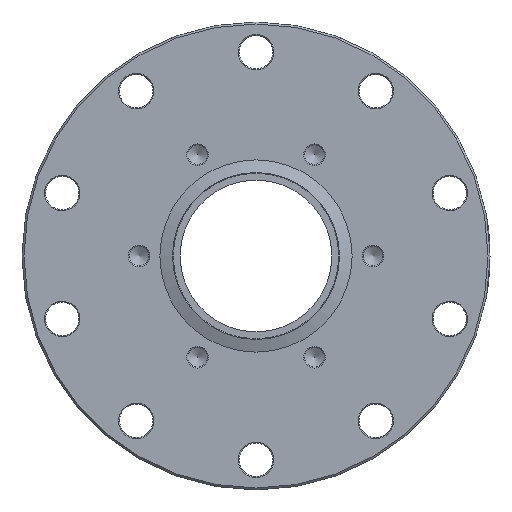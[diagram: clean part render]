
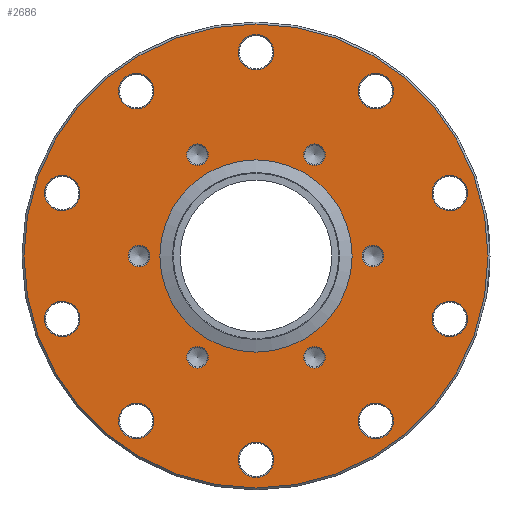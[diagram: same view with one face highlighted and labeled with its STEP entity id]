
A CAD part, front view. The second image highlights one B-rep face of the part: STEP entity #2686.
In plain terms, the highlighted planar face has unit normal (0, -1, 0).
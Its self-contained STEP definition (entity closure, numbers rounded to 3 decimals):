
#245=FACE_BOUND('',#477,.T.);
#246=FACE_BOUND('',#478,.T.);
#247=FACE_BOUND('',#479,.T.);
#248=FACE_BOUND('',#480,.T.);
#249=FACE_BOUND('',#481,.T.);
#250=FACE_BOUND('',#482,.T.);
#251=FACE_BOUND('',#483,.T.);
#252=FACE_BOUND('',#484,.T.);
#253=FACE_BOUND('',#485,.T.);
#254=FACE_BOUND('',#486,.T.);
#255=FACE_BOUND('',#487,.T.);
#256=FACE_BOUND('',#488,.T.);
#257=FACE_BOUND('',#489,.T.);
#258=FACE_BOUND('',#490,.T.);
#259=FACE_BOUND('',#491,.T.);
#260=FACE_BOUND('',#492,.T.);
#261=FACE_BOUND('',#493,.T.);
#281=PLANE('',#2871);
#317=FACE_OUTER_BOUND('',#476,.T.);
#476=EDGE_LOOP('',(#1809));
#477=EDGE_LOOP('',(#1810));
#478=EDGE_LOOP('',(#1811));
#479=EDGE_LOOP('',(#1812));
#480=EDGE_LOOP('',(#1813));
#481=EDGE_LOOP('',(#1814));
#482=EDGE_LOOP('',(#1815));
#483=EDGE_LOOP('',(#1816));
#484=EDGE_LOOP('',(#1817));
#485=EDGE_LOOP('',(#1818));
#486=EDGE_LOOP('',(#1819));
#487=EDGE_LOOP('',(#1820));
#488=EDGE_LOOP('',(#1821));
#489=EDGE_LOOP('',(#1822));
#490=EDGE_LOOP('',(#1823));
#491=EDGE_LOOP('',(#1824));
#492=EDGE_LOOP('',(#1825));
#493=EDGE_LOOP('',(#1826));
#988=CIRCLE('',#2868,2.709);
#991=CIRCLE('',#2872,58.25);
#992=CIRCLE('',#2873,2.709);
#993=CIRCLE('',#2874,2.709);
#994=CIRCLE('',#2875,2.709);
#995=CIRCLE('',#2876,4.45);
#996=CIRCLE('',#2877,4.45);
#997=CIRCLE('',#2878,4.45);
#998=CIRCLE('',#2879,4.45);
#999=CIRCLE('',#2880,4.45);
#1000=CIRCLE('',#2881,24.13);
#1001=CIRCLE('',#2882,4.45);
#1002=CIRCLE('',#2883,4.45);
#1003=CIRCLE('',#2884,4.45);
#1004=CIRCLE('',#2885,4.45);
#1005=CIRCLE('',#2886,4.45);
#1006=CIRCLE('',#2887,2.708);
#1007=CIRCLE('',#2888,2.709);
#1105=VERTEX_POINT('',#3699);
#1108=VERTEX_POINT('',#3707);
#1109=VERTEX_POINT('',#3709);
#1110=VERTEX_POINT('',#3711);
#1111=VERTEX_POINT('',#3713);
#1112=VERTEX_POINT('',#3715);
#1113=VERTEX_POINT('',#3717);
#1114=VERTEX_POINT('',#3719);
#1115=VERTEX_POINT('',#3721);
#1116=VERTEX_POINT('',#3723);
#1117=VERTEX_POINT('',#3725);
#1118=VERTEX_POINT('',#3727);
#1119=VERTEX_POINT('',#3729);
#1120=VERTEX_POINT('',#3731);
#1121=VERTEX_POINT('',#3733);
#1122=VERTEX_POINT('',#3735);
#1123=VERTEX_POINT('',#3737);
#1124=VERTEX_POINT('',#3739);
#1383=EDGE_CURVE('',#1105,#1105,#988,.T.);
#1387=EDGE_CURVE('',#1108,#1108,#991,.T.);
#1388=EDGE_CURVE('',#1109,#1109,#992,.T.);
#1389=EDGE_CURVE('',#1110,#1110,#993,.T.);
#1390=EDGE_CURVE('',#1111,#1111,#994,.T.);
#1391=EDGE_CURVE('',#1112,#1112,#995,.T.);
#1392=EDGE_CURVE('',#1113,#1113,#996,.T.);
#1393=EDGE_CURVE('',#1114,#1114,#997,.T.);
#1394=EDGE_CURVE('',#1115,#1115,#998,.T.);
#1395=EDGE_CURVE('',#1116,#1116,#999,.T.);
#1396=EDGE_CURVE('',#1117,#1117,#1000,.T.);
#1397=EDGE_CURVE('',#1118,#1118,#1001,.T.);
#1398=EDGE_CURVE('',#1119,#1119,#1002,.T.);
#1399=EDGE_CURVE('',#1120,#1120,#1003,.T.);
#1400=EDGE_CURVE('',#1121,#1121,#1004,.T.);
#1401=EDGE_CURVE('',#1122,#1122,#1005,.T.);
#1402=EDGE_CURVE('',#1123,#1123,#1006,.T.);
#1403=EDGE_CURVE('',#1124,#1124,#1007,.T.);
#1809=ORIENTED_EDGE('',*,*,#1387,.F.);
#1810=ORIENTED_EDGE('',*,*,#1388,.F.);
#1811=ORIENTED_EDGE('',*,*,#1389,.F.);
#1812=ORIENTED_EDGE('',*,*,#1390,.F.);
#1813=ORIENTED_EDGE('',*,*,#1391,.F.);
#1814=ORIENTED_EDGE('',*,*,#1392,.F.);
#1815=ORIENTED_EDGE('',*,*,#1393,.F.);
#1816=ORIENTED_EDGE('',*,*,#1394,.F.);
#1817=ORIENTED_EDGE('',*,*,#1395,.F.);
#1818=ORIENTED_EDGE('',*,*,#1396,.T.);
#1819=ORIENTED_EDGE('',*,*,#1397,.F.);
#1820=ORIENTED_EDGE('',*,*,#1398,.F.);
#1821=ORIENTED_EDGE('',*,*,#1399,.F.);
#1822=ORIENTED_EDGE('',*,*,#1400,.F.);
#1823=ORIENTED_EDGE('',*,*,#1401,.F.);
#1824=ORIENTED_EDGE('',*,*,#1402,.F.);
#1825=ORIENTED_EDGE('',*,*,#1403,.F.);
#1826=ORIENTED_EDGE('',*,*,#1383,.F.);
#2686=ADVANCED_FACE('',(#317,#245,#246,#247,#248,#249,#250,#251,#252,#253,
#254,#255,#256,#257,#258,#259,#260,#261),#281,.T.);
#2868=AXIS2_PLACEMENT_3D('',#3700,#3094,#3095);
#2871=AXIS2_PLACEMENT_3D('',#3706,#3101,#3102);
#2872=AXIS2_PLACEMENT_3D('',#3708,#3103,#3104);
#2873=AXIS2_PLACEMENT_3D('',#3710,#3105,#3106);
#2874=AXIS2_PLACEMENT_3D('',#3712,#3107,#3108);
#2875=AXIS2_PLACEMENT_3D('',#3714,#3109,#3110);
#2876=AXIS2_PLACEMENT_3D('',#3716,#3111,#3112);
#2877=AXIS2_PLACEMENT_3D('',#3718,#3113,#3114);
#2878=AXIS2_PLACEMENT_3D('',#3720,#3115,#3116);
#2879=AXIS2_PLACEMENT_3D('',#3722,#3117,#3118);
#2880=AXIS2_PLACEMENT_3D('',#3724,#3119,#3120);
#2881=AXIS2_PLACEMENT_3D('',#3726,#3121,#3122);
#2882=AXIS2_PLACEMENT_3D('',#3728,#3123,#3124);
#2883=AXIS2_PLACEMENT_3D('',#3730,#3125,#3126);
#2884=AXIS2_PLACEMENT_3D('',#3732,#3127,#3128);
#2885=AXIS2_PLACEMENT_3D('',#3734,#3129,#3130);
#2886=AXIS2_PLACEMENT_3D('',#3736,#3131,#3132);
#2887=AXIS2_PLACEMENT_3D('',#3738,#3133,#3134);
#2888=AXIS2_PLACEMENT_3D('',#3740,#3135,#3136);
#3094=DIRECTION('center_axis',(0.,-1.,0.));
#3095=DIRECTION('ref_axis',(-0.5,0.,-0.866));
#3101=DIRECTION('center_axis',(0.,-1.,0.));
#3102=DIRECTION('ref_axis',(0.,0.,-1.));
#3103=DIRECTION('center_axis',(0.,1.,0.));
#3104=DIRECTION('ref_axis',(1.,0.,0.));
#3105=DIRECTION('center_axis',(0.,-1.,0.));
#3106=DIRECTION('ref_axis',(0.5,0.,-0.866));
#3107=DIRECTION('center_axis',(0.,-1.,0.));
#3108=DIRECTION('ref_axis',(0.5,0.,0.866));
#3109=DIRECTION('center_axis',(0.,-1.,0.));
#3110=DIRECTION('ref_axis',(-1.,0.,0.));
#3111=DIRECTION('center_axis',(0.,-1.,0.));
#3112=DIRECTION('ref_axis',(0.809,0.,0.588));
#3113=DIRECTION('center_axis',(0.,-1.,0.));
#3114=DIRECTION('ref_axis',(-0.309,0.,0.951));
#3115=DIRECTION('center_axis',(0.,-1.,0.));
#3116=DIRECTION('ref_axis',(-1.,0.,0.));
#3117=DIRECTION('center_axis',(0.,-1.,0.));
#3118=DIRECTION('ref_axis',(-0.309,0.,-0.951));
#3119=DIRECTION('center_axis',(0.,-1.,0.));
#3120=DIRECTION('ref_axis',(0.809,0.,-0.588));
#3121=DIRECTION('center_axis',(0.,1.,0.));
#3122=DIRECTION('ref_axis',(1.,0.,0.));
#3123=DIRECTION('center_axis',(0.,-1.,0.));
#3124=DIRECTION('ref_axis',(1.,0.,0.));
#3125=DIRECTION('center_axis',(0.,-1.,0.));
#3126=DIRECTION('ref_axis',(0.309,0.,-0.951));
#3127=DIRECTION('center_axis',(0.,-1.,0.));
#3128=DIRECTION('ref_axis',(-0.809,0.,-0.588));
#3129=DIRECTION('center_axis',(0.,-1.,0.));
#3130=DIRECTION('ref_axis',(-0.809,0.,0.588));
#3131=DIRECTION('center_axis',(0.,-1.,0.));
#3132=DIRECTION('ref_axis',(0.309,0.,0.951));
#3133=DIRECTION('center_axis',(0.,-1.,0.));
#3134=DIRECTION('ref_axis',(-0.5,0.,0.866));
#3135=DIRECTION('center_axis',(0.,-1.,0.));
#3136=DIRECTION('ref_axis',(1.,0.,0.));
#3699=CARTESIAN_POINT('',(-13.321,0.,-23.072));
#3700=CARTESIAN_POINT('Origin',(-14.675,0.,-25.418));
#3706=CARTESIAN_POINT('Origin',(-58.75,0.,0.));
#3707=CARTESIAN_POINT('',(-58.25,0.,0.));
#3708=CARTESIAN_POINT('Origin',(0.,0.,0.));
#3709=CARTESIAN_POINT('',(13.321,0.,-23.072));
#3710=CARTESIAN_POINT('Origin',(14.675,0.,-25.418));
#3711=CARTESIAN_POINT('',(13.321,0.,23.072));
#3712=CARTESIAN_POINT('Origin',(14.675,0.,25.418));
#3713=CARTESIAN_POINT('',(-26.642,0.,0.));
#3714=CARTESIAN_POINT('Origin',(-29.35,0.,0.));
#3715=CARTESIAN_POINT('',(26.465,0.,-43.997));
#3716=CARTESIAN_POINT('Origin',(30.065,0.,-41.381));
#3717=CARTESIAN_POINT('',(50.022,0.,11.574));
#3718=CARTESIAN_POINT('Origin',(48.647,0.,
15.806));
#3719=CARTESIAN_POINT('',(4.45,0.,51.15));
#3720=CARTESIAN_POINT('Origin',(0.,0.,
51.15));
#3721=CARTESIAN_POINT('',(-47.271,0.,20.038));
#3722=CARTESIAN_POINT('Origin',(-48.647,0.,
15.806));
#3723=CARTESIAN_POINT('',(-33.665,0.,-38.766));
#3724=CARTESIAN_POINT('Origin',(-30.065,0.,-41.381));
#3725=CARTESIAN_POINT('',(24.13,0.,0.));
#3726=CARTESIAN_POINT('Origin',(0.,0.,0.));
#3727=CARTESIAN_POINT('',(-4.45,0.,-51.15));
#3728=CARTESIAN_POINT('Origin',(0.,0.,-51.15));
#3729=CARTESIAN_POINT('',(-50.022,0.,-11.574));
#3730=CARTESIAN_POINT('Origin',(-48.647,0.,
-15.806));
#3731=CARTESIAN_POINT('',(-26.465,0.,43.997));
#3732=CARTESIAN_POINT('Origin',(-30.065,0.,41.381));
#3733=CARTESIAN_POINT('',(33.665,0.,38.766));
#3734=CARTESIAN_POINT('Origin',(30.065,0.,41.381));
#3735=CARTESIAN_POINT('',(47.271,0.,-20.038));
#3736=CARTESIAN_POINT('Origin',(48.647,0.,
-15.806));
#3737=CARTESIAN_POINT('',(-13.321,0.,23.072));
#3738=CARTESIAN_POINT('Origin',(-14.675,0.,25.418));
#3739=CARTESIAN_POINT('',(26.642,0.,0.));
#3740=CARTESIAN_POINT('Origin',(29.35,0.,0.));
